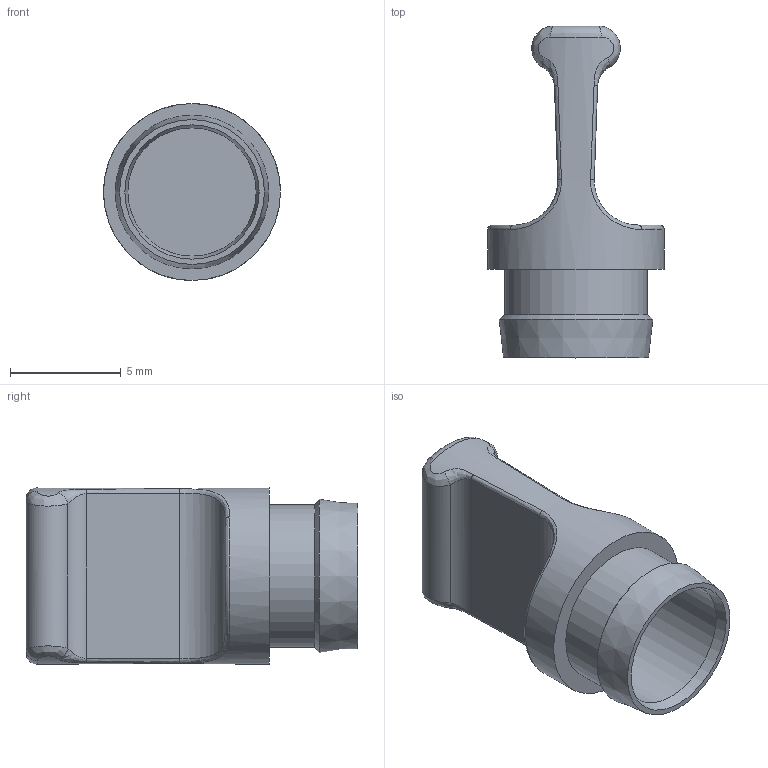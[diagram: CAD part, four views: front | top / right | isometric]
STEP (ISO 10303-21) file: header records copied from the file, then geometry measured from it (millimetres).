
FILE_DESCRIPTION(/* description */ (''),/* implementation_level */ '2;1');
FILE_NAME(/* name */ 'Schutzstopfen_8mm_snap.stp',/* time_stamp */ '2017-10-04T15:49:14+02:00',/* author */ (''),/* organization */ (''),/* preprocessor_version */ 'ST-DEVELOPER v16',/* originating_system */ 'SIEMENS PLM Software NX 10.0',/* authorisation */ '');
FILE_SCHEMA (('AUTOMOTIVE_DESIGN { 1 0 10303 214 3 1 1 1 }'));
Length unit declared in the file: millimetre
Products named in the file (1): Schutzstopfen_8mm_snap
Bounding box: 8 x 15 x 8 mm (x, y, z)
Volume: 266.2 mm3; surface area: 509.6 mm2
Topology: 1 solids, 1 shells, 41 faces, 87 edges, 50 vertices
Faces by surface type: bspline 21, cylinder 9, plane 8, cone 3
Full cylindrical faces by diameter (mm): 5.8 x1, 6.45 x1, 8 x1
Entity records: 2078 total; most frequent: CARTESIAN_POINT 1370, ORIENTED_EDGE 162, DIRECTION 110, EDGE_CURVE 81, VERTEX_POINT 50, AXIS2_PLACEMENT_3D 50, EDGE_LOOP 49, ADVANCED_FACE 41
